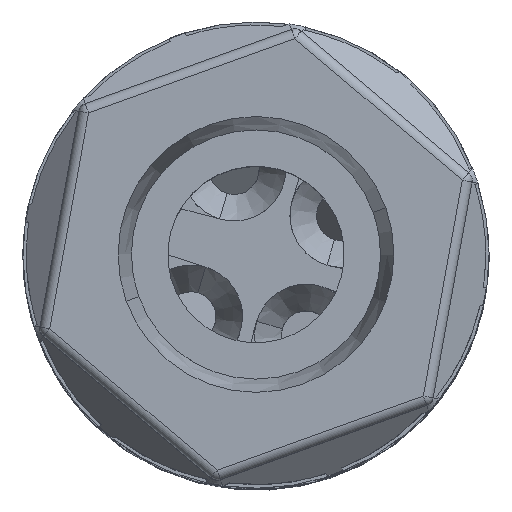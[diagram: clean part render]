
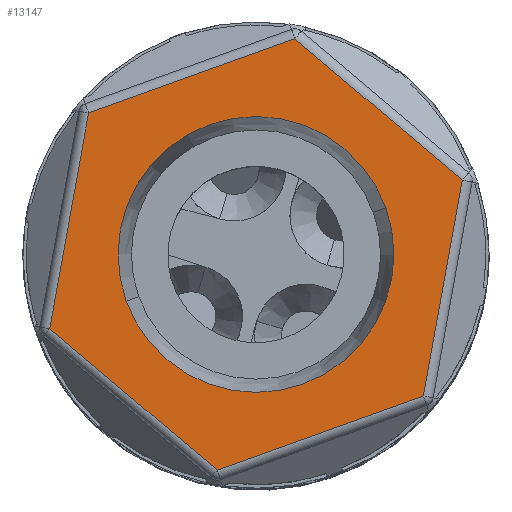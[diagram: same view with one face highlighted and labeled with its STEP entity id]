
A CAD part, top view. The second image highlights one B-rep face of the part: STEP entity #13147.
In plain terms, the highlighted planar face has unit normal (0, 0, 1).
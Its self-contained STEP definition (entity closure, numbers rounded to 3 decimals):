
#12031=AXIS2_PLACEMENT_3D('Circle Axis2P3D',#12029,#12030,$) ;
#12072=AXIS2_PLACEMENT_3D('Circle Axis2P3D',#12070,#12071,$) ;
#13133=AXIS2_PLACEMENT_3D('Plane Axis2P3D',#13130,#13131,#13132) ;
#11097=CARTESIAN_POINT('Vertex',(0.807,4.771,49.24)) ;
#11100=CARTESIAN_POINT('Line Origine',(0.772,4.576,49.24)) ;
#11104=CARTESIAN_POINT('Vertex',(1.973,11.249,49.24)) ;
#11127=CARTESIAN_POINT('Line Origine',(8.228,13.5,49.24)) ;
#11131=CARTESIAN_POINT('Vertex',(8.166,13.478,49.24)) ;
#11180=CARTESIAN_POINT('Line Origine',(13.344,9.101,49.24)) ;
#11184=CARTESIAN_POINT('Vertex',(13.193,9.229,49.24)) ;
#11219=CARTESIAN_POINT('Line Origine',(11.992,2.556,49.24)) ;
#11223=CARTESIAN_POINT('Vertex',(12.027,2.751,49.24)) ;
#11258=CARTESIAN_POINT('Line Origine',(5.772,0.5,49.24)) ;
#11262=CARTESIAN_POINT('Vertex',(5.834,0.522,49.24)) ;
#11316=CARTESIAN_POINT('Line Origine',(0.656,4.899,49.24)) ;
#12029=CARTESIAN_POINT('Axis2P3D Location',(7.,7.,49.24)) ;
#12033=CARTESIAN_POINT('Vertex',(10.897,8.403,49.24)) ;
#12035=CARTESIAN_POINT('Vertex',(3.103,5.597,49.24)) ;
#12070=CARTESIAN_POINT('Axis2P3D Location',(7.,7.,49.24)) ;
#13130=CARTESIAN_POINT('Axis2P3D Location',(124.577,-12.472,49.24)) ;
#11101=DIRECTION('Vector Direction',(0.177,0.984,0.)) ;
#11128=DIRECTION('Vector Direction',(-0.941,-0.339,0.)) ;
#11181=DIRECTION('Vector Direction',(-0.764,0.646,0.)) ;
#11220=DIRECTION('Vector Direction',(0.177,0.984,0.)) ;
#11259=DIRECTION('Vector Direction',(0.941,0.339,0.)) ;
#11317=DIRECTION('Vector Direction',(0.764,-0.646,0.)) ;
#12030=DIRECTION('Axis2P3D Direction',(0.,0.,1.)) ;
#12071=DIRECTION('Axis2P3D Direction',(0.,0.,1.)) ;
#13131=DIRECTION('Axis2P3D Direction',(0.,0.,1.)) ;
#13132=DIRECTION('Axis2P3D XDirection',(0.941,0.339,0.)) ;
#11102=VECTOR('Line Direction',#11101,1.) ;
#11129=VECTOR('Line Direction',#11128,1.) ;
#11182=VECTOR('Line Direction',#11181,1.) ;
#11221=VECTOR('Line Direction',#11220,1.) ;
#11260=VECTOR('Line Direction',#11259,1.) ;
#11318=VECTOR('Line Direction',#11317,1.) ;
#13136=ORIENTED_EDGE('',*,*,#11264,.F.) ;
#13137=ORIENTED_EDGE('',*,*,#11225,.F.) ;
#13138=ORIENTED_EDGE('',*,*,#11186,.F.) ;
#13139=ORIENTED_EDGE('',*,*,#11133,.F.) ;
#13140=ORIENTED_EDGE('',*,*,#11106,.F.) ;
#13141=ORIENTED_EDGE('',*,*,#11320,.F.) ;
#13144=ORIENTED_EDGE('',*,*,#12037,.F.) ;
#13145=ORIENTED_EDGE('',*,*,#12074,.F.) ;
#13146=FACE_BOUND('',#13143,.T.) ;
#13147=ADVANCED_FACE('Hauptk\X2\00F6\X0\rper',(#13142,#13146),#13134,.T.) ;
#12032=CIRCLE('generated circle',#12031,4.141) ;
#12073=CIRCLE('generated circle',#12072,4.141) ;
#11106=EDGE_CURVE('',#11098,#11105,#11103,.T.) ;
#11133=EDGE_CURVE('',#11105,#11132,#11130,.F.) ;
#11186=EDGE_CURVE('',#11132,#11185,#11183,.F.) ;
#11225=EDGE_CURVE('',#11185,#11224,#11222,.F.) ;
#11264=EDGE_CURVE('',#11224,#11263,#11261,.F.) ;
#11320=EDGE_CURVE('',#11263,#11098,#11319,.F.) ;
#12037=EDGE_CURVE('',#12034,#12036,#12032,.T.) ;
#12074=EDGE_CURVE('',#12036,#12034,#12073,.T.) ;
#13135=EDGE_LOOP('',(#13136,#13137,#13138,#13139,#13140,#13141)) ;
#13143=EDGE_LOOP('',(#13144,#13145)) ;
#13142=FACE_OUTER_BOUND('',#13135,.T.) ;
#11103=LINE('Line',#11100,#11102) ;
#11130=LINE('Line',#11127,#11129) ;
#11183=LINE('Line',#11180,#11182) ;
#11222=LINE('Line',#11219,#11221) ;
#11261=LINE('Line',#11258,#11260) ;
#11319=LINE('Line',#11316,#11318) ;
#13134=PLANE('',#13133) ;
#11098=VERTEX_POINT('',#11097) ;
#11105=VERTEX_POINT('',#11104) ;
#11132=VERTEX_POINT('',#11131) ;
#11185=VERTEX_POINT('',#11184) ;
#11224=VERTEX_POINT('',#11223) ;
#11263=VERTEX_POINT('',#11262) ;
#12034=VERTEX_POINT('',#12033) ;
#12036=VERTEX_POINT('',#12035) ;
